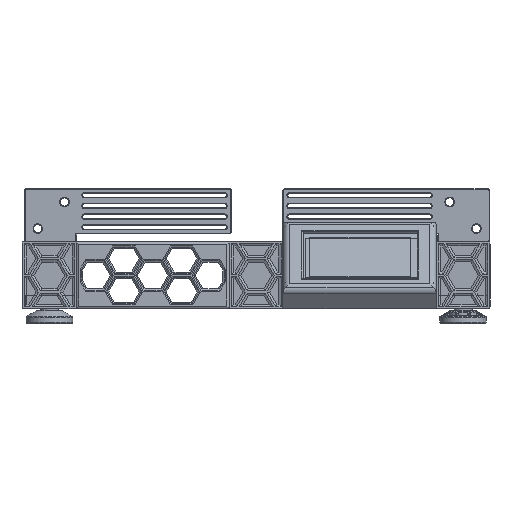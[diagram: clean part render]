
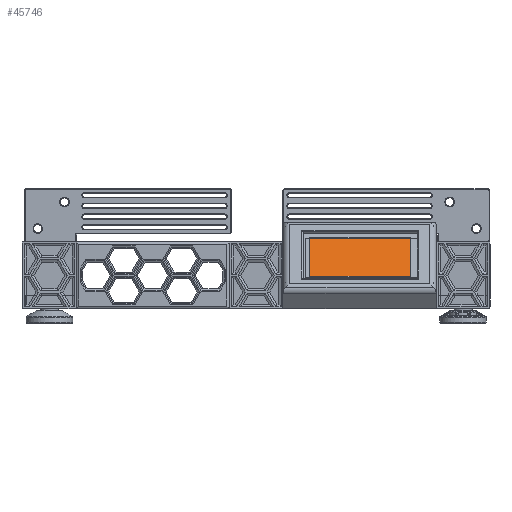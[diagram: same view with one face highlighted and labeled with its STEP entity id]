
A CAD part, front view. The second image highlights one B-rep face of the part: STEP entity #45746.
In plain terms, the highlighted face is planar.
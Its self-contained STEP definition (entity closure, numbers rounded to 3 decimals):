
#3261=FACE_OUTER_BOUND('',#5849,.T.);
#5849=EDGE_LOOP('',(#37488,#37489,#37490,#37491));
#10619=LINE('',#71723,#16375);
#10620=LINE('',#71725,#16376);
#10621=LINE('',#71727,#16377);
#10622=LINE('',#71728,#16378);
#16375=VECTOR('',#57803,10.);
#16376=VECTOR('',#57804,10.);
#16377=VECTOR('',#57805,10.);
#16378=VECTOR('',#57806,10.);
#21191=VERTEX_POINT('',#71721);
#21192=VERTEX_POINT('',#71722);
#21193=VERTEX_POINT('',#71724);
#21194=VERTEX_POINT('',#71726);
#26812=EDGE_CURVE('',#21191,#21192,#10619,.T.);
#26813=EDGE_CURVE('',#21193,#21191,#10620,.T.);
#26814=EDGE_CURVE('',#21194,#21193,#10621,.T.);
#26815=EDGE_CURVE('',#21192,#21194,#10622,.T.);
#37488=ORIENTED_EDGE('',*,*,#26812,.F.);
#37489=ORIENTED_EDGE('',*,*,#26813,.F.);
#37490=ORIENTED_EDGE('',*,*,#26814,.F.);
#37491=ORIENTED_EDGE('',*,*,#26815,.F.);
#43374=PLANE('',#49023);
#45746=ADVANCED_FACE('',(#3261),#43374,.F.);
#49023=AXIS2_PLACEMENT_3D('',#71720,#57801,#57802);
#57801=DIRECTION('center_axis',(0.,0.,1.));
#57802=DIRECTION('ref_axis',(1.,0.,0.));
#57803=DIRECTION('',(1.,0.,0.));
#57804=DIRECTION('',(0.,-1.,0.));
#57805=DIRECTION('',(-1.,0.,0.));
#57806=DIRECTION('',(0.,1.,0.));
#71720=CARTESIAN_POINT('Origin',(0.,0.,0.1));
#71721=CARTESIAN_POINT('',(-37.75,-22.75,0.1));
#71722=CARTESIAN_POINT('',(37.75,-22.75,0.1));
#71723=CARTESIAN_POINT('',(18.875,-22.75,0.1));
#71724=CARTESIAN_POINT('',(-37.75,22.75,0.1));
#71725=CARTESIAN_POINT('',(-37.75,-11.375,0.1));
#71726=CARTESIAN_POINT('',(37.75,22.75,0.1));
#71727=CARTESIAN_POINT('',(-18.875,22.75,0.1));
#71728=CARTESIAN_POINT('',(37.75,11.375,0.1));
